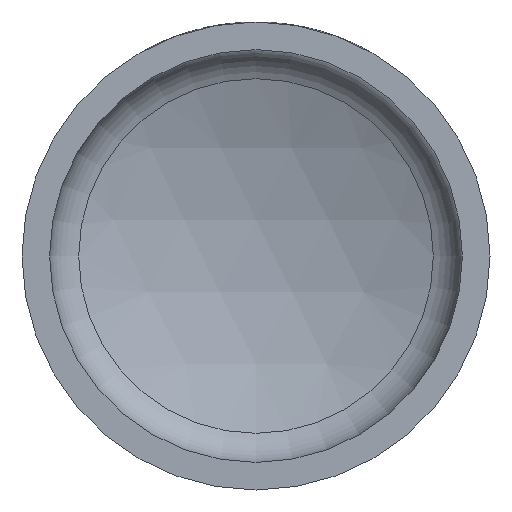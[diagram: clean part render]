
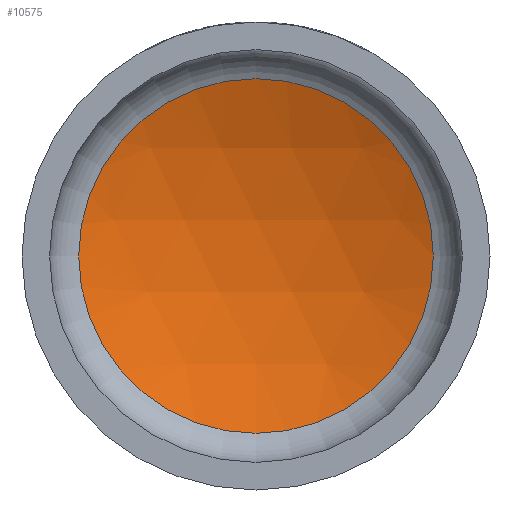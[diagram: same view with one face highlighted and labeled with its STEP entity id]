
A CAD part, front view. The second image highlights one B-rep face of the part: STEP entity #10575.
In plain terms, the highlighted spherical face has radius 42.4 mm.
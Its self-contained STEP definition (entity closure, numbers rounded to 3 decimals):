
#383 = DIRECTION ( 'NONE',  ( 0., 0., 1. ) ) ;
#828 = AXIS2_PLACEMENT_3D ( 'NONE', #8791, #1628, #10151 ) ;
#1628 = DIRECTION ( 'NONE',  ( 0., -1., 0. ) ) ;
#1669 = SPHERICAL_SURFACE ( 'NONE', #13617, 42.4 ) ;
#2820 = CARTESIAN_POINT ( 'NONE',  ( 0., -24.314, 0. ) ) ;
#4554 = EDGE_CURVE ( 'NONE', #9595, #9595, #14325, .T. ) ;
#4652 = CARTESIAN_POINT ( 'NONE',  ( 0., 14.924, -16.067 ) ) ;
#8791 = CARTESIAN_POINT ( 'NONE',  ( 0., 14.924, 0. ) ) ;
#8968 = FACE_OUTER_BOUND ( 'NONE', #15128, .T. ) ;
#9595 = VERTEX_POINT ( 'NONE', #4652 ) ;
#10151 = DIRECTION ( 'NONE',  ( 0., 0., -1. ) ) ;
#10575 = ADVANCED_FACE ( 'NONE', ( #8968 ), #1669, .F. ) ;
#13617 = AXIS2_PLACEMENT_3D ( 'NONE', #2820, #383, #14582 ) ;
#14235 = ORIENTED_EDGE ( 'NONE', *, *, #4554, .T. ) ;
#14325 = CIRCLE ( 'NONE', #828, 16.067 ) ;
#14582 = DIRECTION ( 'NONE',  ( 1., 0., 0. ) ) ;
#15128 = EDGE_LOOP ( 'NONE', ( #14235 ) ) ;
